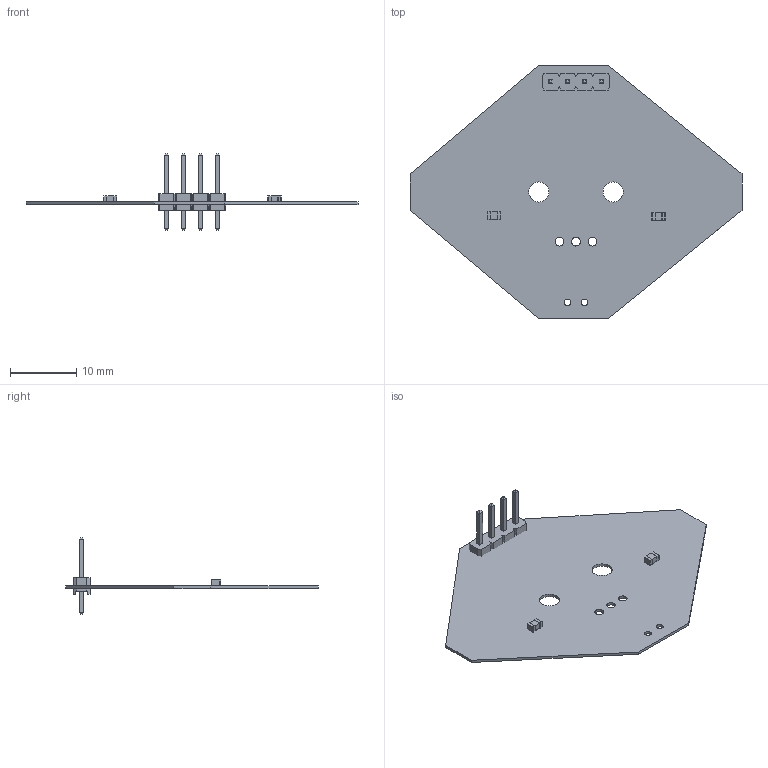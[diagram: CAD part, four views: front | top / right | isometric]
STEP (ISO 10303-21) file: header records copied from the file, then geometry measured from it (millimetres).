
FILE_DESCRIPTION(('Open CASCADE Model'),'2;1');
FILE_NAME('Open CASCADE Shape Model','2025-11-28T21:01:26',('Author'),( 'Open CASCADE'),'Open CASCADE STEP processor 7.5','Open CASCADE 7.5' ,'Unknown');
FILE_SCHEMA(('AUTOMOTIVE_DESIGN { 1 0 10303 214 1 1 1 1 }'));
Length unit declared in the file: millimetre
Products named in the file (11): PCB; Board; Open CASCADE STEP translator 7.5 1.1.1; Input; 6621764912; 61300411121; 6130xx11121_PIN; C2; 6621765632; C1; 6621765872
Assembly tree (13 placements, depth 4):
  PCB
    Board
      Open CASCADE STEP translator 7.5 1.1.1
    Input
      6621764912
        61300411121
        6130xx11121_PIN  x4
    C2
      6621765632
    C1
      6621765872
Bounding box: 50.04 x 38.1 x 11.54 mm (x, y, z)
Volume: 584.7 mm3; surface area: 2855 mm2
Topology: 12 solids, 12 shells, 261 faces, 615 edges, 362 vertices
Faces by surface type: plane 162, cylinder 67, sphere 16, torus 16
Full cylindrical faces by diameter (mm): 1.016 x6, 1.3 x3, 3.042 x2
Entity records: 6872 total; most frequent: DIRECTION 1131, CARTESIAN_POINT 1062, ORIENTED_EDGE 1030, EDGE_CURVE 515, AXIS2_PLACEMENT_3D 383, LINE 365, VECTOR 365, VERTEX_POINT 314
